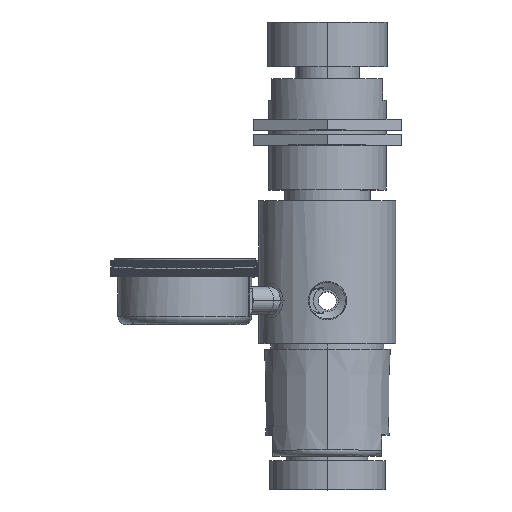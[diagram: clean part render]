
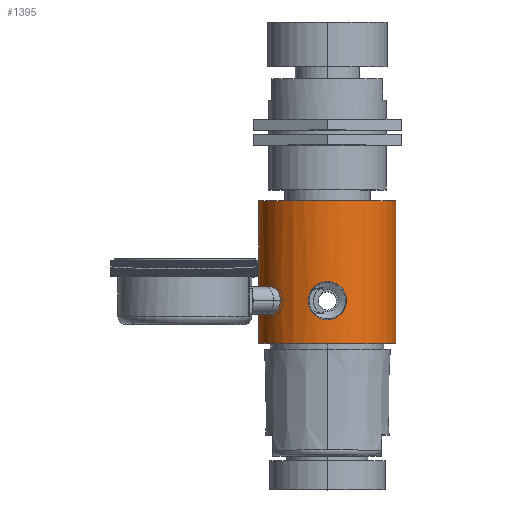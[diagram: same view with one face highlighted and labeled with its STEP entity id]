
A CAD part, top view. The second image highlights one B-rep face of the part: STEP entity #1395.
In plain terms, the highlighted cylindrical face has radius 20.32 mm (diameter 40.64 mm), a partial arc.
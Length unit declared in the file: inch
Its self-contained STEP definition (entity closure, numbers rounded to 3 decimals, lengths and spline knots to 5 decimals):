
#11=DIRECTION('',(0.,1.,0.));
#12=VECTOR('',#11,1.668);
#13=CARTESIAN_POINT('',(0.8,0.,0.));
#14=LINE('',#13,#12);
#15=DIRECTION('',(0.,1.,0.));
#16=VECTOR('',#15,1.668);
#17=CARTESIAN_POINT('',(-0.8,0.,0.));
#18=LINE('',#17,#16);
#98=CARTESIAN_POINT('',(0.,0.,0.));
#99=DIRECTION('',(0.,-1.,0.));
#100=DIRECTION('',(1.,0.,0.));
#101=AXIS2_PLACEMENT_3D('',#98,#99,#100);
#103=CARTESIAN_POINT('',(-0.22416,0.5,0.76795));
#104=CARTESIAN_POINT('',(-0.22416,0.51566,
0.76795));
#105=CARTESIAN_POINT('',(-0.22098,0.54636,
0.76889));
#106=CARTESIAN_POINT('',(-0.20665,0.5914,
0.77293));
#107=CARTESIAN_POINT('',(-0.18297,0.63292,
0.77897));
#108=CARTESIAN_POINT('',(-0.15082,0.66877,
0.78594));
#109=CARTESIAN_POINT('',(-0.11201,0.69683,
0.79249));
#110=CARTESIAN_POINT('',(-0.06879,0.71585,
0.79746));
#111=CARTESIAN_POINT('',(-0.02318,0.7254,
0.80011));
#112=CARTESIAN_POINT('',(0.02318,0.7254,
0.80011));
#113=CARTESIAN_POINT('',(0.06879,0.71585,
0.79746));
#114=CARTESIAN_POINT('',(0.11201,0.69683,
0.79249));
#115=CARTESIAN_POINT('',(0.15082,0.66877,
0.78594));
#116=CARTESIAN_POINT('',(0.18297,0.63292,
0.77897));
#117=CARTESIAN_POINT('',(0.20665,0.5914,
0.77293));
#118=CARTESIAN_POINT('',(0.22098,0.54636,
0.76889));
#119=CARTESIAN_POINT('',(0.22416,0.51566,
0.76795));
#120=CARTESIAN_POINT('',(0.22416,0.5,0.76795));
#122=CARTESIAN_POINT('',(-0.22416,0.5,0.76795));
#123=CARTESIAN_POINT('',(-0.22416,0.48434,
0.76795));
#124=CARTESIAN_POINT('',(-0.22098,0.45364,
0.76889));
#125=CARTESIAN_POINT('',(-0.20665,0.4086,
0.77293));
#126=CARTESIAN_POINT('',(-0.18297,0.36708,
0.77897));
#127=CARTESIAN_POINT('',(-0.15082,0.33123,
0.78594));
#128=CARTESIAN_POINT('',(-0.11201,0.30317,
0.79249));
#129=CARTESIAN_POINT('',(-0.06879,0.28415,
0.79746));
#130=CARTESIAN_POINT('',(-0.02318,0.2746,
0.80011));
#131=CARTESIAN_POINT('',(0.02318,0.2746,
0.80011));
#132=CARTESIAN_POINT('',(0.06879,0.28415,
0.79746));
#133=CARTESIAN_POINT('',(0.11201,0.30317,
0.79249));
#134=CARTESIAN_POINT('',(0.15082,0.33123,
0.78594));
#135=CARTESIAN_POINT('',(0.18297,0.36708,
0.77897));
#136=CARTESIAN_POINT('',(0.20665,0.4086,
0.77293));
#137=CARTESIAN_POINT('',(0.22098,0.45364,
0.76889));
#138=CARTESIAN_POINT('',(0.22416,0.48434,
0.76795));
#139=CARTESIAN_POINT('',(0.22416,0.5,0.76795));
#141=CARTESIAN_POINT('',(-0.73469,0.5,0.31659));
#142=CARTESIAN_POINT('',(-0.73469,0.48775,
0.31659));
#143=CARTESIAN_POINT('',(-0.73361,0.46387,
0.31911));
#144=CARTESIAN_POINT('',(-0.72868,0.42914,
0.33031));
#145=CARTESIAN_POINT('',(-0.72031,0.39786,
0.34832));
#146=CARTESIAN_POINT('',(-0.70847,0.37168,
0.37195));
#147=CARTESIAN_POINT('',(-0.69339,0.35215,
0.39947));
#148=CARTESIAN_POINT('',(-0.67553,0.34018,
0.42905));
#149=CARTESIAN_POINT('',(-0.65555,0.33616,
0.45902));
#150=CARTESIAN_POINT('',(-0.63422,0.34018,
0.48804));
#151=CARTESIAN_POINT('',(-0.61254,0.35215,
0.51494));
#152=CARTESIAN_POINT('',(-0.59183,0.37167,
0.53853));
#153=CARTESIAN_POINT('',(-0.57368,0.39785,
0.55774));
#154=CARTESIAN_POINT('',(-0.55962,0.42913,
0.57176));
#155=CARTESIAN_POINT('',(-0.55078,0.46387,
0.58022));
#156=CARTESIAN_POINT('',(-0.54878,0.48775,
0.5821));
#157=CARTESIAN_POINT('',(-0.54878,0.5,0.5821));
#159=CARTESIAN_POINT('',(-0.54878,0.5,0.5821));
#160=CARTESIAN_POINT('',(-0.54878,0.51225,
0.5821));
#161=CARTESIAN_POINT('',(-0.55078,0.53614,
0.58022));
#162=CARTESIAN_POINT('',(-0.55962,0.57087,
0.57176));
#163=CARTESIAN_POINT('',(-0.57368,0.60215,
0.55774));
#164=CARTESIAN_POINT('',(-0.59184,0.62833,
0.53853));
#165=CARTESIAN_POINT('',(-0.61254,0.64785,
0.51494));
#166=CARTESIAN_POINT('',(-0.63422,0.65982,
0.48804));
#167=CARTESIAN_POINT('',(-0.65555,0.66384,
0.45902));
#168=CARTESIAN_POINT('',(-0.67553,0.65982,
0.42905));
#169=CARTESIAN_POINT('',(-0.69339,0.64785,
0.39948));
#170=CARTESIAN_POINT('',(-0.70847,0.62832,
0.37195));
#171=CARTESIAN_POINT('',(-0.72031,0.60215,
0.34832));
#172=CARTESIAN_POINT('',(-0.72868,0.57086,
0.33031));
#173=CARTESIAN_POINT('',(-0.73361,0.53613,
0.31911));
#174=CARTESIAN_POINT('',(-0.73469,0.51225,
0.31659));
#175=CARTESIAN_POINT('',(-0.73469,0.5,0.31659));
#177=CARTESIAN_POINT('',(0.,1.668,0.));
#178=DIRECTION('',(0.,-1.,0.));
#179=DIRECTION('',(1.,0.,0.));
#180=AXIS2_PLACEMENT_3D('',#177,#178,#179);
#1106=CARTESIAN_POINT('',(0.8,0.,0.));
#1107=CARTESIAN_POINT('',(0.8,1.668,0.));
#1108=VERTEX_POINT('',#1106);
#1109=VERTEX_POINT('',#1107);
#1114=CARTESIAN_POINT('',(-0.8,0.,0.));
#1115=CARTESIAN_POINT('',(-0.8,1.668,0.));
#1116=VERTEX_POINT('',#1114);
#1117=VERTEX_POINT('',#1115);
#1152=VERTEX_POINT('',#103);
#1153=VERTEX_POINT('',#120);
#1194=VERTEX_POINT('',#141);
#1195=VERTEX_POINT('',#157);
#1371=CARTESIAN_POINT('',(0.,3.24765,0.));
#1372=DIRECTION('',(0.,-1.,0.));
#1373=DIRECTION('',(-1.,0.,0.));
#1374=AXIS2_PLACEMENT_3D('',#1371,#1372,#1373);
#1375=CYLINDRICAL_SURFACE('',#1374,0.8);
#1376=ORIENTED_EDGE('',*,*,#1349,.F.);
#1377=ORIENTED_EDGE('',*,*,#1333,.T.);
#1378=ORIENTED_EDGE('',*,*,#1353,.T.);
#1380=ORIENTED_EDGE('',*,*,#1379,.F.);
#1381=EDGE_LOOP('',(#1376,#1377,#1378,#1380));
#1382=FACE_OUTER_BOUND('',#1381,.F.);
#1384=ORIENTED_EDGE('',*,*,#1383,.F.);
#1386=ORIENTED_EDGE('',*,*,#1385,.T.);
#1387=EDGE_LOOP('',(#1384,#1386));
#1388=FACE_BOUND('',#1387,.F.);
#1390=ORIENTED_EDGE('',*,*,#1389,.T.);
#1392=ORIENTED_EDGE('',*,*,#1391,.T.);
#1393=EDGE_LOOP('',(#1390,#1392));
#1394=FACE_BOUND('',#1393,.F.);
#1395=ADVANCED_FACE('',(#1382,#1388,#1394),#1375,.T.);
#102=CIRCLE('',#101,0.8);
#121=B_SPLINE_CURVE_WITH_KNOTS('',3,(#103,#104,#105,#106,#107,#108,#109,#110,
#111,#112,#113,#114,#115,#116,#117,#118,#119,#120),.UNSPECIFIED.,.F.,.F.,(4,1,1,
1,1,1,1,1,1,1,1,1,1,1,1,4),(0.,0.06667,0.13333,0.2,
0.26667,0.33333,0.4,0.46667,0.53333,
0.6,0.66667,0.73333,0.8,0.86667,
0.93333,1.),.UNSPECIFIED.);
#140=B_SPLINE_CURVE_WITH_KNOTS('',3,(#122,#123,#124,#125,#126,#127,#128,#129,
#130,#131,#132,#133,#134,#135,#136,#137,#138,#139),.UNSPECIFIED.,.F.,.F.,(4,1,1,
1,1,1,1,1,1,1,1,1,1,1,1,4),(0.,0.06667,0.13333,0.2,
0.26667,0.33333,0.4,0.46667,0.53333,
0.6,0.66667,0.73333,0.8,0.86667,
0.93333,1.),.UNSPECIFIED.);
#158=B_SPLINE_CURVE_WITH_KNOTS('',3,(#141,#142,#143,#144,#145,#146,#147,#148,
#149,#150,#151,#152,#153,#154,#155,#156,#157),.UNSPECIFIED.,.F.,.F.,(4,1,1,1,1,
1,1,1,1,1,1,1,1,1,4),(0.,0.07143,0.14286,
0.21429,0.28571,0.35714,0.42857,0.5,
0.57143,0.64286,0.71429,0.78571,
0.85714,0.92857,1.),.UNSPECIFIED.);
#176=B_SPLINE_CURVE_WITH_KNOTS('',3,(#159,#160,#161,#162,#163,#164,#165,#166,
#167,#168,#169,#170,#171,#172,#173,#174,#175),.UNSPECIFIED.,.F.,.F.,(4,1,1,1,1,
1,1,1,1,1,1,1,1,1,4),(0.,0.07143,0.14286,
0.21429,0.28571,0.35714,0.42857,0.5,
0.57143,0.64286,0.71429,0.78571,
0.85714,0.92857,1.),.UNSPECIFIED.);
#181=CIRCLE('',#180,0.8);
#1333=EDGE_CURVE('',#1108,#1116,#102,.T.);
#1349=EDGE_CURVE('',#1108,#1109,#14,.T.);
#1353=EDGE_CURVE('',#1116,#1117,#18,.T.);
#1379=EDGE_CURVE('',#1109,#1117,#181,.T.);
#1383=EDGE_CURVE('',#1152,#1153,#121,.T.);
#1385=EDGE_CURVE('',#1152,#1153,#140,.T.);
#1389=EDGE_CURVE('',#1194,#1195,#158,.T.);
#1391=EDGE_CURVE('',#1195,#1194,#176,.T.);
